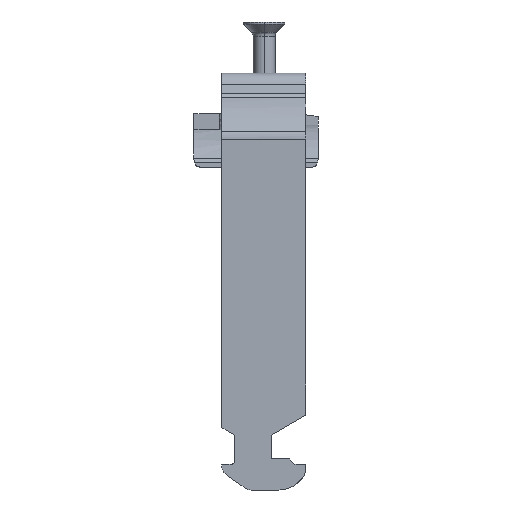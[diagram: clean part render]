
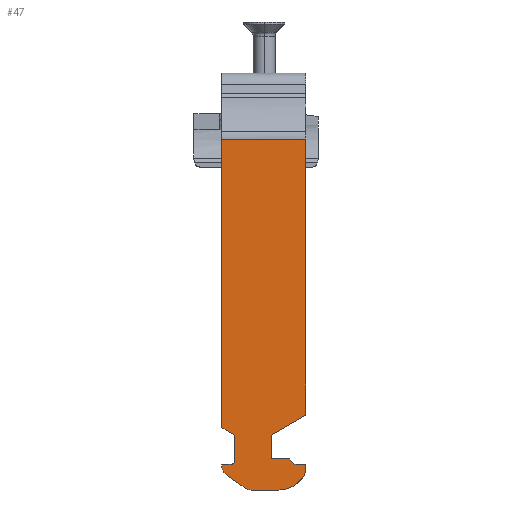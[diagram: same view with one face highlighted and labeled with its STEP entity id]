
A CAD part, left-side view. The second image highlights one B-rep face of the part: STEP entity #47.
In plain terms, the highlighted planar face has unit normal (-1, 0, 0).
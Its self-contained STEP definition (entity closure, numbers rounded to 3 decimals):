
#47=ADVANCED_FACE('',(#311),#4213,.T.);
#311=FACE_OUTER_BOUND('',#575,.T.);
#575=EDGE_LOOP('',(#889,#890,#891,#892,#893,#894,#895,#896,#897,#898,#899,
#900,#901,#902,#903,#904,#905,#906,#907));
#889=ORIENTED_EDGE('',*,*,#2598,.T.);
#890=ORIENTED_EDGE('',*,*,#2602,.F.);
#891=ORIENTED_EDGE('',*,*,#2378,.F.);
#892=ORIENTED_EDGE('',*,*,#2261,.F.);
#893=ORIENTED_EDGE('',*,*,#2262,.F.);
#894=ORIENTED_EDGE('',*,*,#2375,.F.);
#895=ORIENTED_EDGE('',*,*,#2372,.F.);
#896=ORIENTED_EDGE('',*,*,#2368,.F.);
#897=ORIENTED_EDGE('',*,*,#2263,.F.);
#898=ORIENTED_EDGE('',*,*,#2365,.F.);
#899=ORIENTED_EDGE('',*,*,#2264,.F.);
#900=ORIENTED_EDGE('',*,*,#2265,.F.);
#901=ORIENTED_EDGE('',*,*,#2360,.F.);
#902=ORIENTED_EDGE('',*,*,#2266,.F.);
#903=ORIENTED_EDGE('',*,*,#2267,.F.);
#904=ORIENTED_EDGE('',*,*,#2380,.F.);
#905=ORIENTED_EDGE('',*,*,#2269,.T.);
#906=ORIENTED_EDGE('',*,*,#2260,.F.);
#907=ORIENTED_EDGE('',*,*,#2268,.T.);
#2260=EDGE_CURVE('',#3662,#3663,#2942,.T.);
#2261=EDGE_CURVE('',#3667,#3666,#3139,.T.);
#2262=EDGE_CURVE('',#3668,#3667,#3140,.T.);
#2263=EDGE_CURVE('',#3672,#3671,#3141,.T.);
#2264=EDGE_CURVE('',#3674,#3673,#3142,.T.);
#2265=EDGE_CURVE('',#3675,#3674,#3143,.T.);
#2266=EDGE_CURVE('',#3677,#3676,#3144,.T.);
#2267=EDGE_CURVE('',#3665,#3677,#3145,.T.);
#2268=EDGE_CURVE('',#3662,#3634,#3146,.T.);
#2269=EDGE_CURVE('',#3664,#3663,#3147,.T.);
#2360=EDGE_CURVE('',#3676,#3675,#3221,.T.);
#2365=EDGE_CURVE('',#3673,#3672,#2963,.T.);
#2368=EDGE_CURVE('',#3671,#3670,#2965,.T.);
#2372=EDGE_CURVE('',#3670,#3669,#3225,.T.);
#2375=EDGE_CURVE('',#3669,#3668,#2970,.T.);
#2378=EDGE_CURVE('',#3666,#3639,#2972,.T.);
#2380=EDGE_CURVE('',#3664,#3665,#3227,.T.);
#2598=EDGE_CURVE('',#3634,#3636,#3389,.T.);
#2602=EDGE_CURVE('',#3639,#3636,#3393,.T.);
#2942=(
BOUNDED_CURVE()
B_SPLINE_CURVE(1,(#6449,#6450),.UNSPECIFIED.,.F.,.F.)
B_SPLINE_CURVE_WITH_KNOTS((2,2),(17.399,40.399),
 .UNSPECIFIED.)
CURVE()
GEOMETRIC_REPRESENTATION_ITEM()
RATIONAL_B_SPLINE_CURVE((1.,1.))
REPRESENTATION_ITEM('')
);
#2963=(
BOUNDED_CURVE()
B_SPLINE_CURVE(2,(#6668,#6669,#6670),.UNSPECIFIED.,.F.,.F.)
B_SPLINE_CURVE_WITH_KNOTS((3,3),(-9.491,0.),.UNSPECIFIED.)
CURVE()
GEOMETRIC_REPRESENTATION_ITEM()
RATIONAL_B_SPLINE_CURVE((1.,0.829,1.))
REPRESENTATION_ITEM('')
);
#2965=(
BOUNDED_CURVE()
B_SPLINE_CURVE(2,(#6675,#6676,#6677),.UNSPECIFIED.,.F.,.F.)
B_SPLINE_CURVE_WITH_KNOTS((3,3),(-1.833,0.),.UNSPECIFIED.)
CURVE()
GEOMETRIC_REPRESENTATION_ITEM()
RATIONAL_B_SPLINE_CURVE((1.,0.954,1.))
REPRESENTATION_ITEM('')
);
#2970=(
BOUNDED_CURVE()
B_SPLINE_CURVE(2,(#6692,#6693,#6694),.UNSPECIFIED.,.F.,.F.)
B_SPLINE_CURVE_WITH_KNOTS((3,3),(-2.88,0.),.UNSPECIFIED.)
CURVE()
GEOMETRIC_REPRESENTATION_ITEM()
RATIONAL_B_SPLINE_CURVE((1.,0.887,1.))
REPRESENTATION_ITEM('')
);
#2972=(
BOUNDED_CURVE()
B_SPLINE_CURVE(2,(#6699,#6700,#6701),.UNSPECIFIED.,.F.,.F.)
B_SPLINE_CURVE_WITH_KNOTS((3,3),(-1.571,0.),.UNSPECIFIED.)
CURVE()
GEOMETRIC_REPRESENTATION_ITEM()
RATIONAL_B_SPLINE_CURVE((1.,0.707,1.))
REPRESENTATION_ITEM('')
);
#3139=B_SPLINE_CURVE_WITH_KNOTS('',1,(#6451,#6452),.UNSPECIFIED.,.F.,.F.,
(2,2),(-2.528,0.),.UNSPECIFIED.);
#3140=B_SPLINE_CURVE_WITH_KNOTS('',1,(#6453,#6454),.UNSPECIFIED.,.F.,.F.,
(2,2),(-0.438,0.),.UNSPECIFIED.);
#3141=B_SPLINE_CURVE_WITH_KNOTS('',1,(#6455,#6456),.UNSPECIFIED.,.F.,.F.,
(2,2),(-7.497,0.),.UNSPECIFIED.);
#3142=B_SPLINE_CURVE_WITH_KNOTS('',1,(#6457,#6458),.UNSPECIFIED.,.F.,.F.,
(2,2),(-2.,0.),.UNSPECIFIED.);
#3143=B_SPLINE_CURVE_WITH_KNOTS('',1,(#6459,#6460),.UNSPECIFIED.,.F.,.F.,
(2,2),(-3.,0.),.UNSPECIFIED.);
#3144=B_SPLINE_CURVE_WITH_KNOTS('',1,(#6461,#6462),.UNSPECIFIED.,.F.,.F.,
(2,2),(-5.,0.),.UNSPECIFIED.);
#3145=B_SPLINE_CURVE_WITH_KNOTS('',1,(#6463,#6464),.UNSPECIFIED.,.F.,.F.,
(2,2),(-6.5,0.),.UNSPECIFIED.);
#3146=B_SPLINE_CURVE_WITH_KNOTS('',1,(#6465,#6466),.UNSPECIFIED.,.F.,.F.,
(2,2),(42.,78.918),.UNSPECIFIED.);
#3147=B_SPLINE_CURVE_WITH_KNOTS('',1,(#6467,#6468),.UNSPECIFIED.,.F.,.F.,
(2,2),(0.,33.47),.UNSPECIFIED.);
#3221=B_SPLINE_CURVE_WITH_KNOTS('',1,(#6657,#6658),.UNSPECIFIED.,.F.,.F.,
(2,2),(-2.121,0.),.UNSPECIFIED.);
#3225=B_SPLINE_CURVE_WITH_KNOTS('',1,(#6685,#6686),.UNSPECIFIED.,.F.,.F.,
(2,2),(-6.21,0.),.UNSPECIFIED.);
#3227=B_SPLINE_CURVE_WITH_KNOTS('',1,(#6705,#6706),.UNSPECIFIED.,.F.,.F.,
(2,2),(-10.97,0.),.UNSPECIFIED.);
#3389=B_SPLINE_CURVE_WITH_KNOTS('',1,(#7886,#7887,#7888),.UNSPECIFIED.,
 .F.,.F.,(2,1,2),(0.,2.718,3.167),.UNSPECIFIED.);
#3393=B_SPLINE_CURVE_WITH_KNOTS('',1,(#7898,#7899,#7900),.UNSPECIFIED.,
 .F.,.F.,(2,1,2),(-6.423,0.,0.577),.UNSPECIFIED.);
#3634=VERTEX_POINT('',#6179);
#3636=VERTEX_POINT('',#6181);
#3639=VERTEX_POINT('',#6184);
#3662=VERTEX_POINT('',#6207);
#3663=VERTEX_POINT('',#6208);
#3664=VERTEX_POINT('',#6209);
#3665=VERTEX_POINT('',#6210);
#3666=VERTEX_POINT('',#6211);
#3667=VERTEX_POINT('',#6212);
#3668=VERTEX_POINT('',#6213);
#3669=VERTEX_POINT('',#6214);
#3670=VERTEX_POINT('',#6215);
#3671=VERTEX_POINT('',#6216);
#3672=VERTEX_POINT('',#6217);
#3673=VERTEX_POINT('',#6218);
#3674=VERTEX_POINT('',#6219);
#3675=VERTEX_POINT('',#6220);
#3676=VERTEX_POINT('',#6221);
#3677=VERTEX_POINT('',#6222);
#4213=PLANE('',#4535);
#4535=AXIS2_PLACEMENT_3D('',#4837,#4686,$);
#4686=DIRECTION('',(-1.,0.,0.));
#4837=CARTESIAN_POINT('',(-45.,23.,-7.));
#6179=CARTESIAN_POINT('',(-45.,23.,10.037));
#6181=CARTESIAN_POINT('',(-45.,19.472,8.));
#6184=CARTESIAN_POINT('',(-45.,19.472,1.));
#6207=CARTESIAN_POINT('',(-45.,23.,88.954));
#6208=CARTESIAN_POINT('',(-45.,0.,88.954));
#6209=CARTESIAN_POINT('',(-45.,0.,13.485));
#6210=CARTESIAN_POINT('',(-45.,9.5,8.));
#6211=CARTESIAN_POINT('',(-45.,20.472,0.));
#6212=CARTESIAN_POINT('',(-45.,23.,0.));
#6213=CARTESIAN_POINT('',(-45.,23.,-0.438));
#6214=CARTESIAN_POINT('',(-45.,21.721,-2.896));
#6215=CARTESIAN_POINT('',(-45.,16.634,-6.457));
#6216=CARTESIAN_POINT('',(-45.,14.913,-7.));
#6217=CARTESIAN_POINT('',(-45.,7.416,-7.));
#6218=CARTESIAN_POINT('',(-45.,0.,-2.));
#6219=CARTESIAN_POINT('',(-45.,0.,0.));
#6220=CARTESIAN_POINT('',(-45.,3.,0.));
#6221=CARTESIAN_POINT('',(-45.,4.5,1.5));
#6222=CARTESIAN_POINT('',(-45.,9.5,1.5));
#6449=CARTESIAN_POINT('',(-45.,23.,88.954));
#6450=CARTESIAN_POINT('',(-45.,0.,88.954));
#6451=CARTESIAN_POINT('',(-45.,23.,0.));
#6452=CARTESIAN_POINT('',(-45.,20.472,0.));
#6453=CARTESIAN_POINT('',(-45.,23.,-0.438));
#6454=CARTESIAN_POINT('',(-45.,23.,0.));
#6455=CARTESIAN_POINT('',(-45.,7.416,-7.));
#6456=CARTESIAN_POINT('',(-45.,14.913,-7.));
#6457=CARTESIAN_POINT('',(-45.,0.,0.));
#6458=CARTESIAN_POINT('',(-45.,0.,-2.));
#6459=CARTESIAN_POINT('',(-45.,3.,0.));
#6460=CARTESIAN_POINT('',(-45.,0.,0.));
#6461=CARTESIAN_POINT('',(-45.,9.5,1.5));
#6462=CARTESIAN_POINT('',(-45.,4.5,1.5));
#6463=CARTESIAN_POINT('',(-45.,9.5,8.));
#6464=CARTESIAN_POINT('',(-45.,9.5,1.5));
#6465=CARTESIAN_POINT('',(-45.,23.,88.954));
#6466=CARTESIAN_POINT('',(-45.,23.,10.037));
#6467=CARTESIAN_POINT('',(-45.,0.,13.485));
#6468=CARTESIAN_POINT('',(-45.,0.,88.954));
#6657=CARTESIAN_POINT('',(-45.,4.5,1.5));
#6658=CARTESIAN_POINT('',(-45.,3.,0.));
#6668=CARTESIAN_POINT('',(-45.,0.,-2.));
#6669=CARTESIAN_POINT('',(-45.,2.023,-7.));
#6670=CARTESIAN_POINT('',(-45.,7.416,-7.));
#6675=CARTESIAN_POINT('',(-45.,14.913,-7.));
#6676=CARTESIAN_POINT('',(-45.,15.859,-7.));
#6677=CARTESIAN_POINT('',(-45.,16.634,-6.457));
#6685=CARTESIAN_POINT('',(-45.,16.634,-6.457));
#6686=CARTESIAN_POINT('',(-45.,21.721,-2.896));
#6692=CARTESIAN_POINT('',(-45.,21.721,-2.896));
#6693=CARTESIAN_POINT('',(-45.,23.,-2.));
#6694=CARTESIAN_POINT('',(-45.,23.,-0.438));
#6699=CARTESIAN_POINT('',(-45.,20.472,0.));
#6700=CARTESIAN_POINT('',(-45.,19.472,0.));
#6701=CARTESIAN_POINT('',(-45.,19.472,1.));
#6705=CARTESIAN_POINT('',(-45.,0.,13.485));
#6706=CARTESIAN_POINT('',(-45.,9.5,8.));
#7886=CARTESIAN_POINT('',(-45.,23.,10.037));
#7887=CARTESIAN_POINT('',(-45.,19.972,8.289));
#7888=CARTESIAN_POINT('',(-45.,19.472,8.));
#7898=CARTESIAN_POINT('',(-45.,19.472,1.));
#7899=CARTESIAN_POINT('',(-45.,19.472,7.423));
#7900=CARTESIAN_POINT('',(-45.,19.472,8.));
